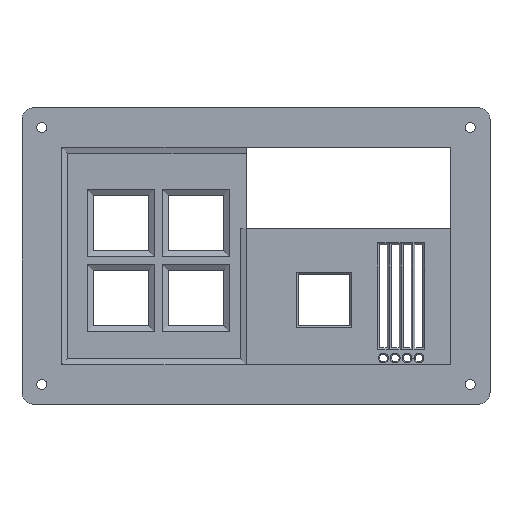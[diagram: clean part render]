
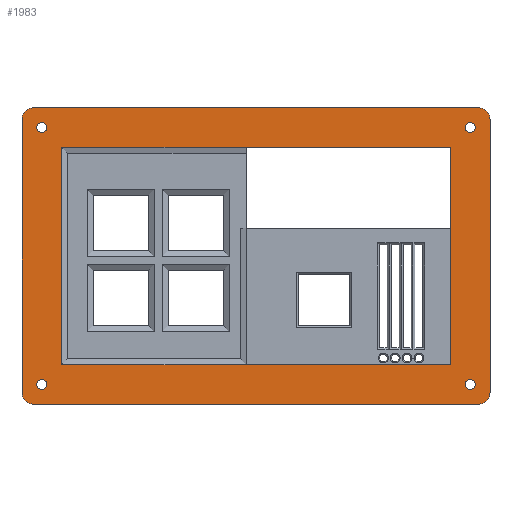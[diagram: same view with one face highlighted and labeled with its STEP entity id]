
A CAD part, top view. The second image highlights one B-rep face of the part: STEP entity #1983.
In plain terms, the highlighted planar face has unit normal (0, 0, 1).
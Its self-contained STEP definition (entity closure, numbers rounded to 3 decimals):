
#29=FACE_BOUND('',#370,.T.);
#30=FACE_BOUND('',#371,.T.);
#31=FACE_BOUND('',#372,.T.);
#32=FACE_BOUND('',#373,.T.);
#33=FACE_BOUND('',#374,.T.);
#141=PLANE('',#2133);
#252=FACE_OUTER_BOUND('',#369,.T.);
#369=EDGE_LOOP('',(#1791,#1792,#1793,#1794,#1795,#1796,#1797,#1798));
#370=EDGE_LOOP('',(#1799));
#371=EDGE_LOOP('',(#1800));
#372=EDGE_LOOP('',(#1801));
#373=EDGE_LOOP('',(#1802));
#374=EDGE_LOOP('',(#1803,#1804,#1805,#1806,#1807,#1808,#1809));
#498=LINE('',#2902,#738);
#501=LINE('',#2908,#741);
#504=LINE('',#2914,#744);
#510=LINE('',#2925,#750);
#581=LINE('',#3068,#821);
#583=LINE('',#3072,#823);
#616=LINE('',#3137,#856);
#621=LINE('',#3152,#861);
#625=LINE('',#3164,#865);
#629=LINE('',#3176,#869);
#633=LINE('',#3186,#873);
#738=VECTOR('',#2374,10.);
#741=VECTOR('',#2379,10.);
#744=VECTOR('',#2384,10.);
#750=VECTOR('',#2394,10.);
#821=VECTOR('',#2517,10.);
#823=VECTOR('',#2521,10.);
#856=VECTOR('',#2596,10.);
#861=VECTOR('',#2609,10.);
#865=VECTOR('',#2621,10.);
#869=VECTOR('',#2633,10.);
#873=VECTOR('',#2645,10.);
#875=CIRCLE('',#2002,1.265);
#877=CIRCLE('',#2005,1.265);
#879=CIRCLE('',#2008,1.265);
#881=CIRCLE('',#2011,1.265);
#895=CIRCLE('',#2119,3.);
#897=CIRCLE('',#2123,3.);
#899=CIRCLE('',#2127,3.);
#901=CIRCLE('',#2131,3.);
#903=VERTEX_POINT('',#2657);
#905=VERTEX_POINT('',#2663);
#907=VERTEX_POINT('',#2669);
#909=VERTEX_POINT('',#2675);
#975=VERTEX_POINT('',#2889);
#980=VERTEX_POINT('',#2900);
#982=VERTEX_POINT('',#2906);
#984=VERTEX_POINT('',#2912);
#987=VERTEX_POINT('',#2923);
#1033=VERTEX_POINT('',#3067);
#1034=VERTEX_POINT('',#3071);
#1048=VERTEX_POINT('',#3143);
#1049=VERTEX_POINT('',#3145);
#1051=VERTEX_POINT('',#3151);
#1053=VERTEX_POINT('',#3157);
#1055=VERTEX_POINT('',#3163);
#1057=VERTEX_POINT('',#3169);
#1059=VERTEX_POINT('',#3175);
#1061=VERTEX_POINT('',#3181);
#1064=EDGE_CURVE('',#903,#903,#875,.T.);
#1067=EDGE_CURVE('',#905,#905,#877,.T.);
#1070=EDGE_CURVE('',#907,#907,#879,.T.);
#1073=EDGE_CURVE('',#909,#909,#881,.T.);
#1186=EDGE_CURVE('',#975,#980,#498,.T.);
#1189=EDGE_CURVE('',#980,#982,#501,.T.);
#1192=EDGE_CURVE('',#982,#984,#504,.T.);
#1198=EDGE_CURVE('',#984,#987,#510,.T.);
#1269=EDGE_CURVE('',#1033,#975,#581,.T.);
#1271=EDGE_CURVE('',#1034,#1033,#583,.T.);
#1304=EDGE_CURVE('',#987,#1034,#616,.T.);
#1308=EDGE_CURVE('',#1049,#1048,#895,.T.);
#1311=EDGE_CURVE('',#1051,#1049,#621,.T.);
#1314=EDGE_CURVE('',#1053,#1051,#897,.T.);
#1317=EDGE_CURVE('',#1055,#1053,#625,.T.);
#1320=EDGE_CURVE('',#1057,#1055,#899,.T.);
#1323=EDGE_CURVE('',#1059,#1057,#629,.T.);
#1326=EDGE_CURVE('',#1061,#1059,#901,.T.);
#1329=EDGE_CURVE('',#1048,#1061,#633,.T.);
#1791=ORIENTED_EDGE('',*,*,#1329,.T.);
#1792=ORIENTED_EDGE('',*,*,#1326,.T.);
#1793=ORIENTED_EDGE('',*,*,#1323,.T.);
#1794=ORIENTED_EDGE('',*,*,#1320,.T.);
#1795=ORIENTED_EDGE('',*,*,#1317,.T.);
#1796=ORIENTED_EDGE('',*,*,#1314,.T.);
#1797=ORIENTED_EDGE('',*,*,#1311,.T.);
#1798=ORIENTED_EDGE('',*,*,#1308,.T.);
#1799=ORIENTED_EDGE('',*,*,#1064,.T.);
#1800=ORIENTED_EDGE('',*,*,#1067,.T.);
#1801=ORIENTED_EDGE('',*,*,#1070,.T.);
#1802=ORIENTED_EDGE('',*,*,#1073,.T.);
#1803=ORIENTED_EDGE('',*,*,#1192,.T.);
#1804=ORIENTED_EDGE('',*,*,#1198,.T.);
#1805=ORIENTED_EDGE('',*,*,#1304,.T.);
#1806=ORIENTED_EDGE('',*,*,#1271,.T.);
#1807=ORIENTED_EDGE('',*,*,#1269,.T.);
#1808=ORIENTED_EDGE('',*,*,#1186,.T.);
#1809=ORIENTED_EDGE('',*,*,#1189,.T.);
#1983=ADVANCED_FACE('',(#252,#29,#30,#31,#32,#33),#141,.T.);
#2002=AXIS2_PLACEMENT_3D('',#2659,#2145,#2146);
#2005=AXIS2_PLACEMENT_3D('',#2665,#2152,#2153);
#2008=AXIS2_PLACEMENT_3D('',#2671,#2159,#2160);
#2011=AXIS2_PLACEMENT_3D('',#2677,#2166,#2167);
#2119=AXIS2_PLACEMENT_3D('',#3146,#2603,#2604);
#2123=AXIS2_PLACEMENT_3D('',#3158,#2615,#2616);
#2127=AXIS2_PLACEMENT_3D('',#3170,#2627,#2628);
#2131=AXIS2_PLACEMENT_3D('',#3182,#2639,#2640);
#2133=AXIS2_PLACEMENT_3D('',#3187,#2646,#2647);
#2145=DIRECTION('center_axis',(0.,0.,-1.));
#2146=DIRECTION('ref_axis',(-1.,0.,0.));
#2152=DIRECTION('center_axis',(0.,0.,-1.));
#2153=DIRECTION('ref_axis',(-1.,0.,0.));
#2159=DIRECTION('center_axis',(0.,0.,-1.));
#2160=DIRECTION('ref_axis',(-1.,0.,0.));
#2166=DIRECTION('center_axis',(0.,0.,-1.));
#2167=DIRECTION('ref_axis',(-1.,0.,0.));
#2374=DIRECTION('',(-1.,0.,0.));
#2379=DIRECTION('',(0.,1.,0.));
#2384=DIRECTION('',(1.,0.,0.));
#2394=DIRECTION('',(1.,0.,0.));
#2517=DIRECTION('',(-1.,0.,0.));
#2521=DIRECTION('',(0.,-1.,0.));
#2596=DIRECTION('',(0.,-1.,0.));
#2603=DIRECTION('center_axis',(0.,0.,1.));
#2604=DIRECTION('ref_axis',(0.,1.,0.));
#2609=DIRECTION('',(-1.,0.,0.));
#2615=DIRECTION('center_axis',(0.,0.,1.));
#2616=DIRECTION('ref_axis',(1.,0.,0.));
#2621=DIRECTION('',(0.,1.,0.));
#2627=DIRECTION('center_axis',(0.,0.,1.));
#2628=DIRECTION('ref_axis',(0.,-1.,0.));
#2633=DIRECTION('',(1.,0.,0.));
#2639=DIRECTION('center_axis',(0.,0.,1.));
#2640=DIRECTION('ref_axis',(-1.,0.,0.));
#2645=DIRECTION('',(0.,-1.,0.));
#2646=DIRECTION('center_axis',(0.,0.,1.));
#2647=DIRECTION('ref_axis',(-1.,0.,0.));
#2657=CARTESIAN_POINT('',(-52.986,32.5,12.6));
#2659=CARTESIAN_POINT('Origin',(-54.25,32.5,12.6));
#2663=CARTESIAN_POINT('',(55.515,32.5,12.6));
#2665=CARTESIAN_POINT('Origin',(54.25,32.5,12.6));
#2669=CARTESIAN_POINT('',(55.515,-32.5,12.6));
#2671=CARTESIAN_POINT('Origin',(54.25,-32.5,12.6));
#2675=CARTESIAN_POINT('',(-52.986,-32.5,12.6));
#2677=CARTESIAN_POINT('Origin',(-54.25,-32.5,12.6));
#2889=CARTESIAN_POINT('',(-2.429,-27.5,12.6));
#2900=CARTESIAN_POINT('',(-49.25,-27.5,12.6));
#2902=CARTESIAN_POINT('',(-49.25,-27.5,12.6));
#2906=CARTESIAN_POINT('',(-49.25,27.5,12.6));
#2908=CARTESIAN_POINT('',(-49.25,27.5,12.6));
#2912=CARTESIAN_POINT('',(-2.429,27.5,12.6));
#2914=CARTESIAN_POINT('',(-2.429,27.5,12.6));
#2923=CARTESIAN_POINT('',(49.25,27.5,12.6));
#2925=CARTESIAN_POINT('',(-2.429,27.5,12.6));
#3067=CARTESIAN_POINT('',(49.25,-27.5,12.6));
#3068=CARTESIAN_POINT('',(-49.25,-27.5,12.6));
#3071=CARTESIAN_POINT('',(49.25,7.046,12.6));
#3072=CARTESIAN_POINT('',(49.25,27.5,12.6));
#3137=CARTESIAN_POINT('',(49.25,27.5,12.6));
#3143=CARTESIAN_POINT('',(-59.25,34.5,12.6));
#3145=CARTESIAN_POINT('',(-56.25,37.5,12.6));
#3146=CARTESIAN_POINT('Origin',(-56.25,34.5,12.6));
#3151=CARTESIAN_POINT('',(56.25,37.5,12.6));
#3152=CARTESIAN_POINT('',(59.25,37.5,12.6));
#3157=CARTESIAN_POINT('',(59.25,34.5,12.6));
#3158=CARTESIAN_POINT('Origin',(56.25,34.5,12.6));
#3163=CARTESIAN_POINT('',(59.25,-34.5,12.6));
#3164=CARTESIAN_POINT('',(59.25,-37.5,12.6));
#3169=CARTESIAN_POINT('',(56.25,-37.5,12.6));
#3170=CARTESIAN_POINT('Origin',(56.25,-34.5,12.6));
#3175=CARTESIAN_POINT('',(-56.25,-37.5,12.6));
#3176=CARTESIAN_POINT('',(-59.25,-37.5,12.6));
#3181=CARTESIAN_POINT('',(-59.25,-34.5,12.6));
#3182=CARTESIAN_POINT('Origin',(-56.25,-34.5,12.6));
#3186=CARTESIAN_POINT('',(-59.25,37.5,12.6));
#3187=CARTESIAN_POINT('Origin',(0.,0.,12.6));
